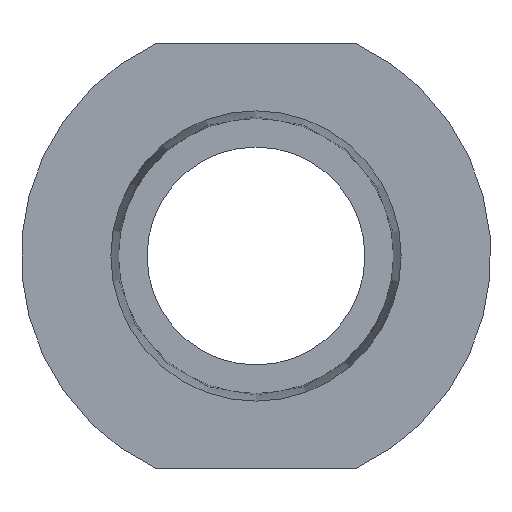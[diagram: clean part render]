
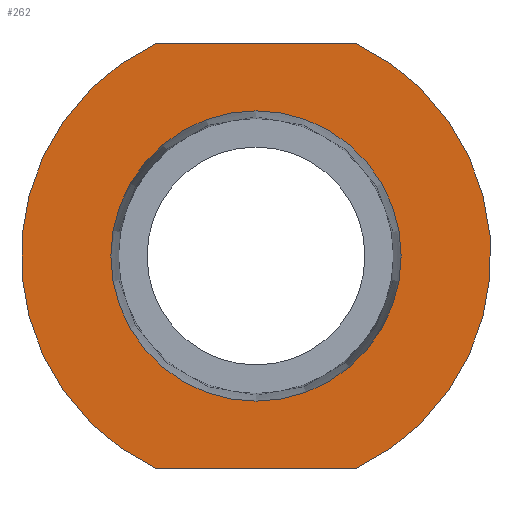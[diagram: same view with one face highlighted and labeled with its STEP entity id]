
A CAD part, front view. The second image highlights one B-rep face of the part: STEP entity #262.
In plain terms, the highlighted planar face has unit normal (0, -1, 0).
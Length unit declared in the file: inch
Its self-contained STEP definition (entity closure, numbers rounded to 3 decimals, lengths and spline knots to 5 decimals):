
#17 = CARTESIAN_POINT ( 'NONE',  ( 0., 0., -0.42646 ) ) ;
#19 = DIRECTION ( 'NONE',  ( 0., 1., 0. ) ) ;
#24 = ORIENTED_EDGE ( 'NONE', *, *, #200, .F. ) ;
#26 = AXIS2_PLACEMENT_3D ( 'NONE', #41, #223, #280 ) ;
#28 = EDGE_LOOP ( 'NONE', ( #302, #371, #76, #24 ) ) ;
#34 = CARTESIAN_POINT ( 'NONE',  ( 0., 0., 0. ) ) ;
#41 = CARTESIAN_POINT ( 'NONE',  ( 0., 0., 0. ) ) ;
#54 = CIRCLE ( 'NONE', #26, 0.69 ) ;
#70 = CARTESIAN_POINT ( 'NONE',  ( -0.29236, 0., 0.625 ) ) ;
#75 = VECTOR ( 'NONE', #122, 39.37008 ) ;
#76 = ORIENTED_EDGE ( 'NONE', *, *, #104, .F. ) ;
#94 = VERTEX_POINT ( 'NONE', #191 ) ;
#104 = EDGE_CURVE ( 'NONE', #260, #94, #288, .T. ) ;
#112 = CIRCLE ( 'NONE', #142, 0.42646 ) ;
#119 = CARTESIAN_POINT ( 'NONE',  ( 0., 0., -0.625 ) ) ;
#120 = DIRECTION ( 'NONE',  ( 0., 0., 1. ) ) ;
#122 = DIRECTION ( 'NONE',  ( 1., 0., 0. ) ) ;
#124 = EDGE_CURVE ( 'NONE', #94, #346, #54, .T. ) ;
#134 = EDGE_LOOP ( 'NONE', ( #325 ) ) ;
#142 = AXIS2_PLACEMENT_3D ( 'NONE', #202, #303, #186 ) ;
#156 = DIRECTION ( 'NONE',  ( -1., 0., 0. ) ) ;
#157 = PLANE ( 'NONE',  #218 ) ;
#161 = CARTESIAN_POINT ( 'NONE',  ( -0.29236, 0., -0.625 ) ) ;
#175 = VERTEX_POINT ( 'NONE', #17 ) ;
#186 = DIRECTION ( 'NONE',  ( 0., 0., -1. ) ) ;
#188 = DIRECTION ( 'NONE',  ( 0., 1., 0. ) ) ;
#191 = CARTESIAN_POINT ( 'NONE',  ( 0.29236, 0., 0.625 ) ) ;
#200 = EDGE_CURVE ( 'NONE', #282, #260, #261, .T. ) ;
#202 = CARTESIAN_POINT ( 'NONE',  ( 0., 0., 0. ) ) ;
#211 = FACE_BOUND ( 'NONE', #134, .T. ) ;
#217 = FACE_OUTER_BOUND ( 'NONE', #28, .T. ) ;
#218 = AXIS2_PLACEMENT_3D ( 'NONE', #369, #19, #120 ) ;
#223 = DIRECTION ( 'NONE',  ( 0., 1., 0. ) ) ;
#254 = DIRECTION ( 'NONE',  ( 0., 0., 1. ) ) ;
#260 = VERTEX_POINT ( 'NONE', #70 ) ;
#261 = CIRCLE ( 'NONE', #300, 0.69 ) ;
#262 = ADVANCED_FACE ( 'NONE', ( #211, #217 ), #157, .F. ) ;
#279 = VECTOR ( 'NONE', #156, 39.37008 ) ;
#280 = DIRECTION ( 'NONE',  ( 0., 0., 1. ) ) ;
#282 = VERTEX_POINT ( 'NONE', #161 ) ;
#283 = EDGE_CURVE ( 'NONE', #175, #175, #112, .T. ) ;
#284 = CARTESIAN_POINT ( 'NONE',  ( 0., 0., 0.625 ) ) ;
#288 = LINE ( 'NONE', #284, #75 ) ;
#294 = LINE ( 'NONE', #119, #279 ) ;
#300 = AXIS2_PLACEMENT_3D ( 'NONE', #34, #188, #254 ) ;
#302 = ORIENTED_EDGE ( 'NONE', *, *, #359, .F. ) ;
#303 = DIRECTION ( 'NONE',  ( 0., -1., 0. ) ) ;
#304 = CARTESIAN_POINT ( 'NONE',  ( 0.29236, 0., -0.625 ) ) ;
#325 = ORIENTED_EDGE ( 'NONE', *, *, #283, .F. ) ;
#346 = VERTEX_POINT ( 'NONE', #304 ) ;
#359 = EDGE_CURVE ( 'NONE', #346, #282, #294, .T. ) ;
#369 = CARTESIAN_POINT ( 'NONE',  ( 0., 0., 0. ) ) ;
#371 = ORIENTED_EDGE ( 'NONE', *, *, #124, .F. ) ;
